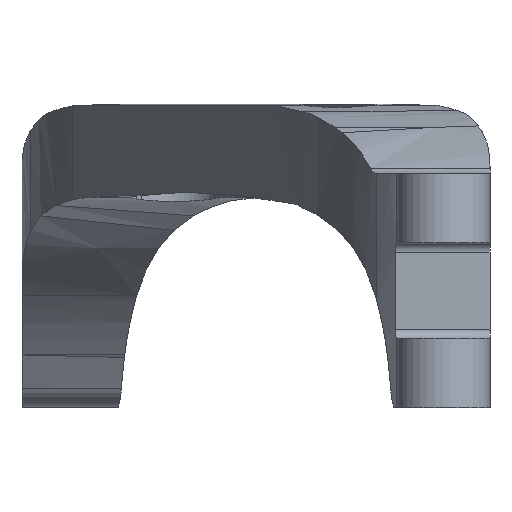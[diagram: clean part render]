
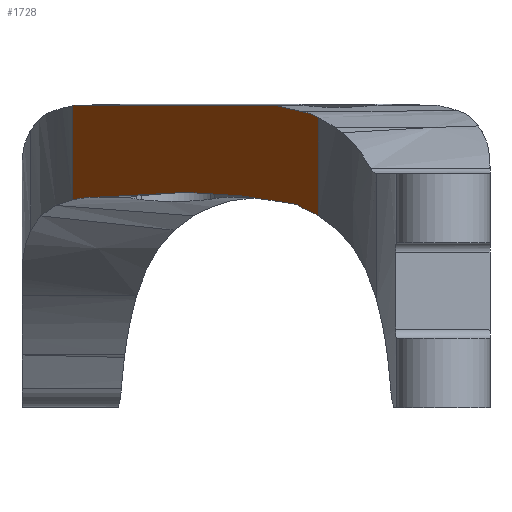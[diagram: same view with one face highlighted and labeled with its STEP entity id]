
A CAD part, front view. The second image highlights one B-rep face of the part: STEP entity #1728.
In plain terms, the highlighted planar face has unit normal (-0.866, -0.5, 0).
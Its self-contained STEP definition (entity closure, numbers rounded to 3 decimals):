
#82=ELLIPSE('',#1849,58.659,50.8);
#83=ELLIPSE('',#1850,253.91,197.735);
#84=ELLIPSE('',#1851,58.66,50.801);
#85=ELLIPSE('',#1852,42.311,37.384);
#137=LINE('',#2833,#258);
#138=LINE('',#2837,#259);
#139=LINE('',#2839,#260);
#140=LINE('',#2841,#261);
#141=LINE('',#2842,#262);
#258=VECTOR('',#2075,10.);
#259=VECTOR('',#2078,10.);
#260=VECTOR('',#2079,10.);
#261=VECTOR('',#2080,10.);
#262=VECTOR('',#2081,10.);
#367=PLANE('',#1848);
#413=FACE_OUTER_BOUND('',#508,.T.);
#508=EDGE_LOOP('',(#1231,#1232,#1233,#1234,#1235,#1236,#1237,#1238,#1239));
#734=VERTEX_POINT('',#2825);
#735=VERTEX_POINT('',#2826);
#736=VERTEX_POINT('',#2828);
#737=VERTEX_POINT('',#2830);
#738=VERTEX_POINT('',#2832);
#739=VERTEX_POINT('',#2834);
#740=VERTEX_POINT('',#2836);
#741=VERTEX_POINT('',#2838);
#742=VERTEX_POINT('',#2840);
#929=EDGE_CURVE('',#734,#735,#82,.T.);
#930=EDGE_CURVE('',#735,#736,#83,.T.);
#931=EDGE_CURVE('',#736,#737,#84,.T.);
#932=EDGE_CURVE('',#737,#738,#137,.T.);
#933=EDGE_CURVE('',#738,#739,#85,.T.);
#934=EDGE_CURVE('',#739,#740,#138,.T.);
#935=EDGE_CURVE('',#740,#741,#139,.T.);
#936=EDGE_CURVE('',#741,#742,#140,.T.);
#937=EDGE_CURVE('',#742,#734,#141,.T.);
#1231=ORIENTED_EDGE('',*,*,#929,.T.);
#1232=ORIENTED_EDGE('',*,*,#930,.T.);
#1233=ORIENTED_EDGE('',*,*,#931,.T.);
#1234=ORIENTED_EDGE('',*,*,#932,.T.);
#1235=ORIENTED_EDGE('',*,*,#933,.T.);
#1236=ORIENTED_EDGE('',*,*,#934,.T.);
#1237=ORIENTED_EDGE('',*,*,#935,.T.);
#1238=ORIENTED_EDGE('',*,*,#936,.T.);
#1239=ORIENTED_EDGE('',*,*,#937,.T.);
#1728=ADVANCED_FACE('',(#413),#367,.T.);
#1848=AXIS2_PLACEMENT_3D('',#2824,#2067,#2068);
#1849=AXIS2_PLACEMENT_3D('',#2827,#2069,#2070);
#1850=AXIS2_PLACEMENT_3D('',#2829,#2071,#2072);
#1851=AXIS2_PLACEMENT_3D('',#2831,#2073,#2074);
#1852=AXIS2_PLACEMENT_3D('',#2835,#2076,#2077);
#2067=DIRECTION('center_axis',(-0.866,-0.5,0.));
#2068=DIRECTION('ref_axis',(0.,0.,1.));
#2069=DIRECTION('center_axis',(0.866,0.5,0.));
#2070=DIRECTION('ref_axis',(0.5,-0.866,0.));
#2071=DIRECTION('center_axis',(0.866,0.5,0.));
#2072=DIRECTION('ref_axis',(-0.5,0.866,-0.028));
#2073=DIRECTION('center_axis',(0.866,0.5,0.));
#2074=DIRECTION('ref_axis',(-0.5,0.866,0.));
#2075=DIRECTION('',(0.,0.,1.));
#2076=DIRECTION('center_axis',(-0.866,-0.5,0.));
#2077=DIRECTION('ref_axis',(0.5,-0.866,0.012));
#2078=DIRECTION('',(-0.497,0.86,0.116));
#2079=DIRECTION('',(-0.5,0.866,0.));
#2080=DIRECTION('',(-0.497,0.86,-0.116));
#2081=DIRECTION('',(0.,0.,-1.));
#2824=CARTESIAN_POINT('Origin',(23.911,77.078,34.32));
#2825=CARTESIAN_POINT('',(6.806,106.704,28.179));
#2826=CARTESIAN_POINT('',(10.464,100.37,28.575));
#2827=CARTESIAN_POINT('Origin',(10.463,100.37,-22.225));
#2828=CARTESIAN_POINT('',(37.212,54.049,27.584));
#2829=CARTESIAN_POINT('Origin',(19.172,85.285,-168.564));
#2830=CARTESIAN_POINT('',(40.196,48.871,26.036));
#2831=CARTESIAN_POINT('Origin',(31.041,64.729,-22.226));
#2832=CARTESIAN_POINT('',(40.205,48.858,39.332));
#2833=CARTESIAN_POINT('',(40.196,48.871,34.32));
#2834=CARTESIAN_POINT('',(37.965,52.732,40.167));
#2835=CARTESIAN_POINT('Origin',(35.126,57.653,3.106));
#2836=CARTESIAN_POINT('',(34.294,59.093,41.024));
#2837=CARTESIAN_POINT('',(32.13,62.841,41.534));
#2838=CARTESIAN_POINT('',(7.212,106.007,41.024));
#2839=CARTESIAN_POINT('',(23.706,77.433,41.15));
#2840=CARTESIAN_POINT('',(6.806,106.704,40.951));
#2841=CARTESIAN_POINT('',(15.201,92.164,42.918));
#2842=CARTESIAN_POINT('',(6.806,106.704,34.32));
